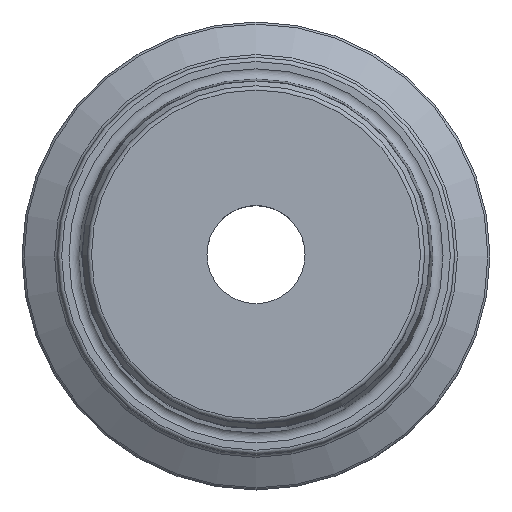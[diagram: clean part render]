
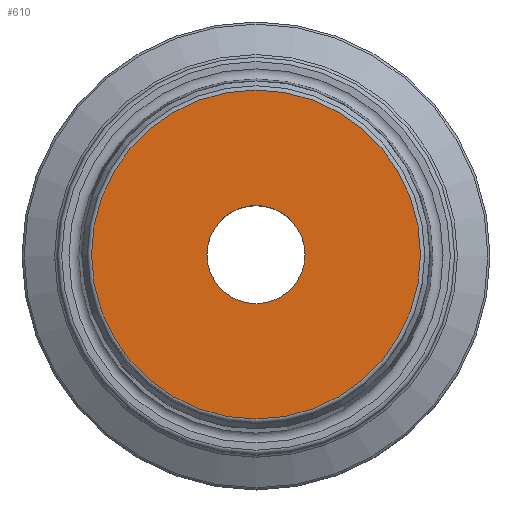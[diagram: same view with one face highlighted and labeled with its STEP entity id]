
A CAD part, top view. The second image highlights one B-rep face of the part: STEP entity #610.
In plain terms, the highlighted planar face has unit normal (0, 0, 1).
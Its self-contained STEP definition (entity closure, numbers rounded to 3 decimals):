
#41=CIRCLE('',#641,3.459);
#50=CIRCLE('',#656,11.6);
#98=ORIENTED_EDGE('',*,*,#161,.T.);
#99=ORIENTED_EDGE('',*,*,#173,.T.);
#161=EDGE_CURVE('',#202,#202,#41,.T.);
#173=EDGE_CURVE('',#213,#213,#50,.T.);
#202=VERTEX_POINT('',#850);
#213=VERTEX_POINT('',#879);
#273=EDGE_LOOP('',(#98));
#274=EDGE_LOOP('',(#99));
#329=FACE_BOUND('',#273,.T.);
#330=FACE_BOUND('',#274,.T.);
#371=PLANE('',#663);
#610=ADVANCED_FACE('',(#329,#330),#371,.T.);
#641=AXIS2_PLACEMENT_3D('',#849,#714,#715);
#656=AXIS2_PLACEMENT_3D('',#878,#747,#748);
#663=AXIS2_PLACEMENT_3D('',#890,#761,#762);
#714=DIRECTION('',(0.,0.,-1.));
#715=DIRECTION('',(0.,-1.,0.));
#747=DIRECTION('',(0.,0.,1.));
#748=DIRECTION('',(1.,0.,0.));
#761=DIRECTION('',(0.,0.,1.));
#762=DIRECTION('',(1.,0.,0.));
#849=CARTESIAN_POINT('',(0.,0.,60.5));
#850=CARTESIAN_POINT('',(0.,-3.459,60.5));
#878=CARTESIAN_POINT('',(0.,0.,60.5));
#879=CARTESIAN_POINT('',(11.6,0.,60.5));
#890=CARTESIAN_POINT('',(0.,0.,60.5));
